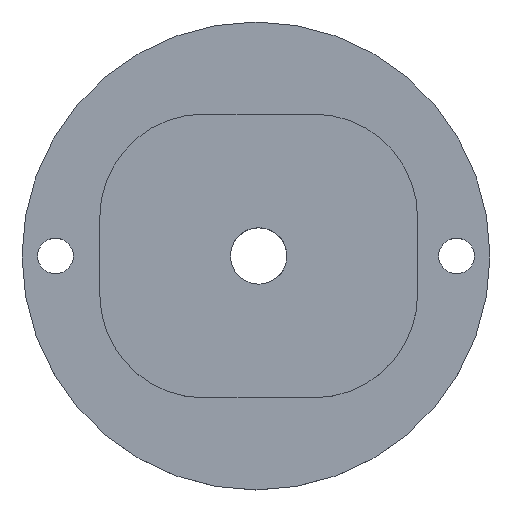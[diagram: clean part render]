
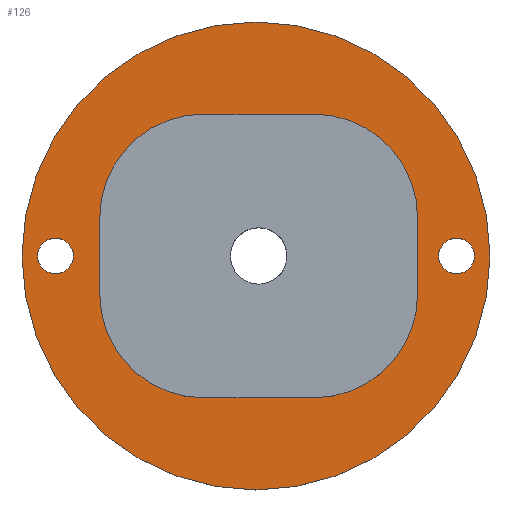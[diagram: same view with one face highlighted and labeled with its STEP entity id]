
A CAD part, top view. The second image highlights one B-rep face of the part: STEP entity #126.
In plain terms, the highlighted planar face has unit normal (0, 0, 1).
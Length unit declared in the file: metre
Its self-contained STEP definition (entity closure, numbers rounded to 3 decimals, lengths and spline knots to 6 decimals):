
#126=ADVANCED_FACE('0:256',(#258,#259,#260,#261),#262,.T.);
#258=FACE_BOUND('',#386,.T.);
#259=FACE_OUTER_BOUND('',#387,.T.);
#260=FACE_BOUND('',#388,.T.);
#261=FACE_BOUND('',#389,.T.);
#262=PLANE('',#390);
#386=EDGE_LOOP('',(#633,#634,#635,#636));
#387=EDGE_LOOP('',(#637));
#388=EDGE_LOOP('',(#638));
#389=EDGE_LOOP('',(#639));
#390=AXIS2_PLACEMENT_3D('',#640,#641,#642);
#633=ORIENTED_EDGE('',*,*,#724,.T.);
#634=ORIENTED_EDGE('',*,*,#735,.T.);
#635=ORIENTED_EDGE('',*,*,#737,.T.);
#636=ORIENTED_EDGE('',*,*,#729,.T.);
#637=ORIENTED_EDGE('',*,*,#732,.T.);
#638=ORIENTED_EDGE('',*,*,#727,.T.);
#639=ORIENTED_EDGE('',*,*,#721,.T.);
#640=CARTESIAN_POINT('',(0.125785,0.037013,0.008774));
#641=DIRECTION('',(0.,0.,1.0));
#642=DIRECTION('',(0.,-1.,0.));
#721=EDGE_CURVE('0:283',#856,#856,#857,.T.);
#724=EDGE_CURVE('0:274',#861,#859,#862,.T.);
#727=EDGE_CURVE('0:280',#865,#865,#866,.T.);
#729=EDGE_CURVE('0:271',#868,#861,#869,.T.);
#732=EDGE_CURVE('0:277',#872,#872,#873,.T.);
#735=EDGE_CURVE('0:313',#859,#875,#877,.T.);
#737=EDGE_CURVE('0:286',#875,#868,#879,.T.);
#856=VERTEX_POINT('',#1030);
#857=CIRCLE('',#1031,0.0012);
#859=VERTEX_POINT('',#1033);
#861=VERTEX_POINT('',#1036);
#862=LINE('',#1037,#1038);
#865=VERTEX_POINT('',#1042);
#866=CIRCLE('',#1043,0.0012);
#868=VERTEX_POINT('',#1045);
#869=LINE('',#1046,#1047);
#872=VERTEX_POINT('',#1051);
#873=CIRCLE('',#1052,0.01575);
#875=VERTEX_POINT('',#1054);
#877=LINE('',#1057,#1058);
#879=LINE('',#1060,#1061);
#1030=CARTESIAN_POINT('',(0.117285,-0.009187,0.008774));
#1031=AXIS2_PLACEMENT_3D('',#1153,#1154,#1155);
#1033=CARTESIAN_POINT('',(0.124055,-0.012587,0.008774));
#1036=CARTESIAN_POINT('',(0.137515,-0.012587,0.008774));
#1037=CARTESIAN_POINT('',(0.137515,-0.012587,0.008774));
#1038=VECTOR('',#1157,1.0);
#1042=CARTESIAN_POINT('',(0.144285,-0.009187,0.008774));
#1043=AXIS2_PLACEMENT_3D('',#1159,#1160,#1161);
#1045=CARTESIAN_POINT('',(0.137515,-0.003387,0.008774));
#1046=CARTESIAN_POINT('',(0.137515,-0.003387,0.008774));
#1047=VECTOR('',#1162,1.0);
#1051=CARTESIAN_POINT('',(0.130785,-0.023737,0.008774));
#1052=AXIS2_PLACEMENT_3D('',#1164,#1165,#1166);
#1054=CARTESIAN_POINT('',(0.124055,-0.003387,0.008774));
#1057=CARTESIAN_POINT('',(0.124055,-0.012587,0.008774));
#1058=VECTOR('',#1168,1.0);
#1060=CARTESIAN_POINT('',(0.124055,-0.003387,0.008774));
#1061=VECTOR('',#1169,1.0);
#1153=CARTESIAN_POINT('',(0.117285,-0.007987,0.008774));
#1154=DIRECTION('',(0.,0.,-1.0));
#1155=DIRECTION('',(0.,-1.,0.));
#1157=DIRECTION('',(-1.,0.,0.));
#1159=CARTESIAN_POINT('',(0.144285,-0.007987,0.008774));
#1160=DIRECTION('',(0.,0.,-1.0));
#1161=DIRECTION('',(0.,-1.,0.));
#1162=DIRECTION('',(0.,-1.,0.));
#1164=CARTESIAN_POINT('',(0.130785,-0.007987,0.008774));
#1165=DIRECTION('',(0.,0.,1.0));
#1166=DIRECTION('',(0.,-1.,0.));
#1168=DIRECTION('',(0.,1.,0.));
#1169=DIRECTION('',(1.,0.,0.));
